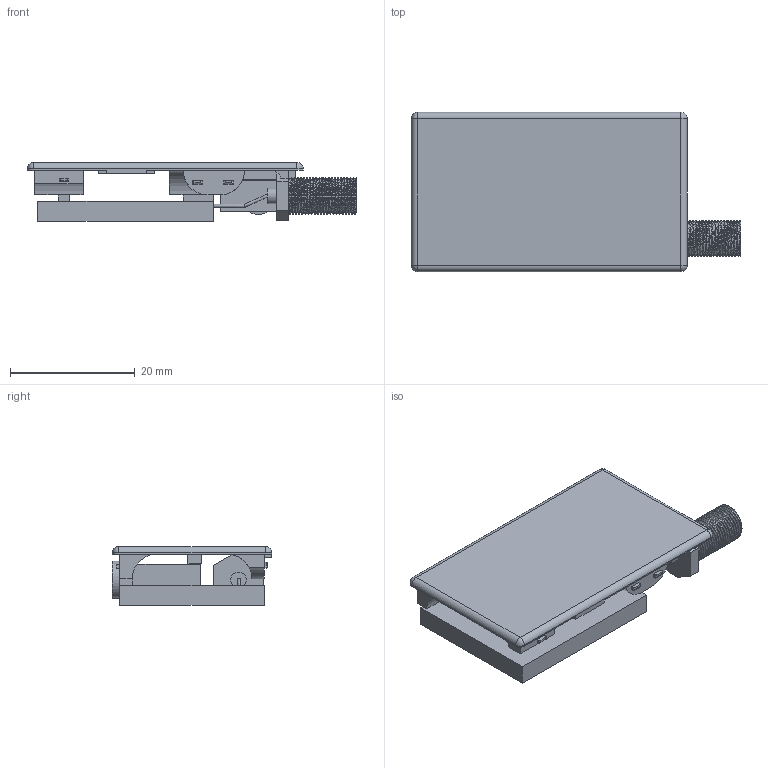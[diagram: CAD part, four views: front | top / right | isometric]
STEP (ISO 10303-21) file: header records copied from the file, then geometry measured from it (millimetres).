
FILE_DESCRIPTION(/* description */ (''),/* implementation_level */ '2;1');
FILE_NAME(/* name */ 'vrxbox v7.step',/* time_stamp */ '2024-07-08T16:55:37-04:00',/* author */ (''),/* organization */ (''),/* preprocessor_version */ 'ST-DEVELOPER v20',/* originating_system */ 'Autodesk Translation Framework v13.14.0.145',/* authorisation */ '');
FILE_SCHEMA (('AUTOMOTIVE_DESIGN { 1 0 10303 214 3 1 1 }'));
Length unit declared in the file: millimetre
Products named in the file (4): vrxbox; a/v out jack; antenna connector; rx5808
Assembly tree (3 placements, depth 2):
  vrxbox
    a/v out jack
    antenna connector
    rx5808
Bounding box: 52.91 x 25.6 x 9.45 mm (x, y, z)
Volume: 4928.3 mm3; surface area: 5621.3 mm2
Topology: 6 solids, 6 shells, 202 faces, 494 edges, 323 vertices
Faces by surface type: plane 111, cylinder 84, sphere 4, bspline 3
Full cylindrical faces by diameter (mm): 0.5 x2, 1 x1, 1.139 x2, 2.493 x1, 3.5 x2, 4.5 x2, 5.351 x7, 5.927 x13, 6 x1
Entity records: 8746 total; most frequent: CARTESIAN_POINT 3971, ORIENTED_EDGE 988, DIRECTION 878, EDGE_CURVE 494, VERTEX_POINT 323, LINE 322, VECTOR 322, AXIS2_PLACEMENT_3D 278
